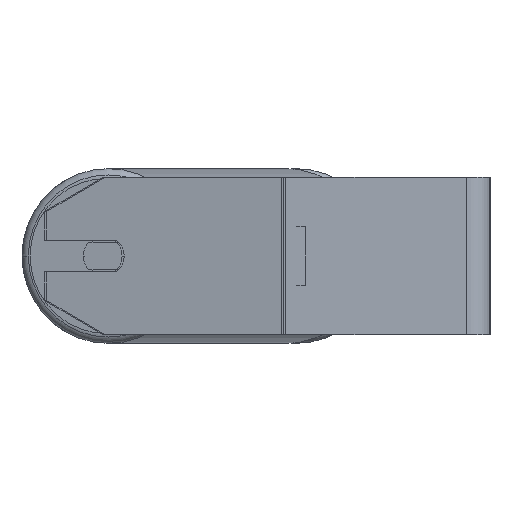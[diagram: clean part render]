
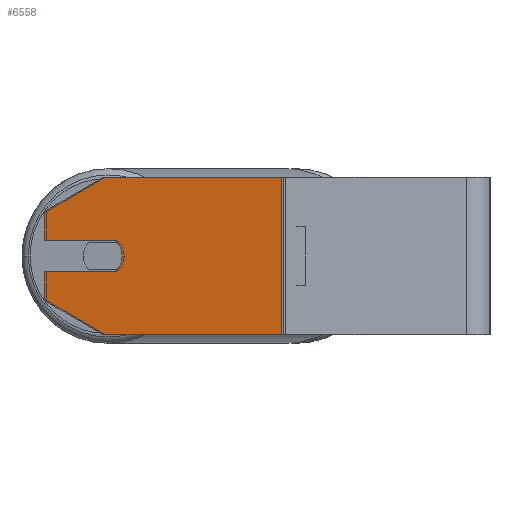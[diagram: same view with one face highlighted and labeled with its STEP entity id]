
A CAD part, left-side view. The second image highlights one B-rep face of the part: STEP entity #6558.
In plain terms, the highlighted planar face has unit normal (-0.985, 0.174, 0).
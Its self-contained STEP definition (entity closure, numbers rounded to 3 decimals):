
#12 = EDGE_CURVE ( 'NONE', #5029, #2535, #6876, .T. ) ;
#74 = PLANE ( 'NONE',  #6478 ) ;
#105 = CARTESIAN_POINT ( 'NONE',  ( -834.79, 191.369, 8. ) ) ;
#137 = VECTOR ( 'NONE', #4708, 1000. ) ;
#139 = ORIENTED_EDGE ( 'NONE', *, *, #5989, .T. ) ;
#280 = EDGE_CURVE ( 'NONE', #6720, #2125, #1157, .T. ) ;
#303 = CARTESIAN_POINT ( 'NONE',  ( -833.748, 197.277, 40. ) ) ;
#470 = CARTESIAN_POINT ( 'NONE',  ( -828.538, 226.822, -40. ) ) ;
#525 = VECTOR ( 'NONE', #7682, 1000. ) ;
#575 = VECTOR ( 'NONE', #2205, 1000. ) ;
#874 = CARTESIAN_POINT ( 'NONE',  ( -849.818, 106.14, -40. ) ) ;
#934 = VECTOR ( 'NONE', #8682, 1000. ) ;
#1005 = DIRECTION ( 'NONE',  ( -0.174, -0.985, 0. ) ) ;
#1157 = LINE ( 'NONE', #3894, #934 ) ;
#1478 = CARTESIAN_POINT ( 'NONE',  ( -849.818, 106.14, 40. ) ) ;
#1532 = ORIENTED_EDGE ( 'NONE', *, *, #4302, .F. ) ;
#1592 = LINE ( 'NONE', #3580, #575 ) ;
#1647 = LINE ( 'NONE', #6315, #1668 ) ;
#1668 = VECTOR ( 'NONE', #6937, 1000. ) ;
#1721 = ORIENTED_EDGE ( 'NONE', *, *, #5454, .F. ) ;
#1895 = DIRECTION ( 'NONE',  ( -0.985, 0.174, 0. ) ) ;
#1988 = LINE ( 'NONE', #3880, #137 ) ;
#1999 = EDGE_CURVE ( 'NONE', #6250, #8403, #1647, .T. ) ;
#2057 = DIRECTION ( 'NONE',  ( 0.174, 0.985, 0. ) ) ;
#2125 = VERTEX_POINT ( 'NONE', #6577 ) ;
#2205 = DIRECTION ( 'NONE',  ( -0.15, -0.853, -0.5 ) ) ;
#2226 = VERTEX_POINT ( 'NONE', #8734 ) ;
#2272 = LINE ( 'NONE', #3017, #525 ) ;
#2319 = ORIENTED_EDGE ( 'NONE', *, *, #1999, .F. ) ;
#2374 = CIRCLE ( 'NONE', #3942, 10. ) ;
#2474 = EDGE_CURVE ( 'NONE', #6720, #4702, #2521, .T. ) ;
#2479 = VECTOR ( 'NONE', #7458, 1000. ) ;
#2521 = LINE ( 'NONE', #3141, #3367 ) ;
#2535 = VERTEX_POINT ( 'NONE', #6477 ) ;
#2639 = CARTESIAN_POINT ( 'NONE',  ( -833.748, 197.277, 0. ) ) ;
#2703 = EDGE_LOOP ( 'NONE', ( #1532, #2319, #139, #3736, #3695, #1721, #3299, #8556, #5684, #6638, #7941 ) ) ;
#2853 = LINE ( 'NONE', #6191, #3757 ) ;
#2903 = VERTEX_POINT ( 'NONE', #7833 ) ;
#2910 = CARTESIAN_POINT ( 'NONE',  ( -834.79, 191.369, 8. ) ) ;
#2999 = EDGE_CURVE ( 'NONE', #2125, #2535, #1988, .T. ) ;
#3017 = CARTESIAN_POINT ( 'NONE',  ( -828.538, 226.822, 40. ) ) ;
#3087 = VERTEX_POINT ( 'NONE', #874 ) ;
#3101 = VECTOR ( 'NONE', #3197, 1000. ) ;
#3141 = CARTESIAN_POINT ( 'NONE',  ( -828.538, 226.822, 40. ) ) ;
#3197 = DIRECTION ( 'NONE',  ( -0.174, -0.985, 0. ) ) ;
#3251 = EDGE_CURVE ( 'NONE', #5394, #5029, #7920, .T. ) ;
#3299 = ORIENTED_EDGE ( 'NONE', *, *, #2474, .F. ) ;
#3367 = VECTOR ( 'NONE', #5241, 1000. ) ;
#3580 = CARTESIAN_POINT ( 'NONE',  ( -833.748, 197.277, -40. ) ) ;
#3695 = ORIENTED_EDGE ( 'NONE', *, *, #4990, .T. ) ;
#3736 = ORIENTED_EDGE ( 'NONE', *, *, #5041, .T. ) ;
#3757 = VECTOR ( 'NONE', #8132, 1000. ) ;
#3880 = CARTESIAN_POINT ( 'NONE',  ( -828.538, 226.822, 40. ) ) ;
#3894 = CARTESIAN_POINT ( 'NONE',  ( -828.538, 226.822, 22.679 ) ) ;
#3942 = AXIS2_PLACEMENT_3D ( 'NONE', #2639, #1895, #5983 ) ;
#4302 = EDGE_CURVE ( 'NONE', #8403, #5394, #2374, .T. ) ;
#4702 = VERTEX_POINT ( 'NONE', #1478 ) ;
#4708 = DIRECTION ( 'NONE',  ( 0., 0., -1. ) ) ;
#4990 = EDGE_CURVE ( 'NONE', #2226, #3087, #6540, .T. ) ;
#5029 = VERTEX_POINT ( 'NONE', #2910 ) ;
#5041 = EDGE_CURVE ( 'NONE', #2903, #2226, #1592, .T. ) ;
#5241 = DIRECTION ( 'NONE',  ( -0.174, -0.985, 0. ) ) ;
#5323 = CARTESIAN_POINT ( 'NONE',  ( -828.538, 226.822, -8. ) ) ;
#5394 = VERTEX_POINT ( 'NONE', #7434 ) ;
#5454 = EDGE_CURVE ( 'NONE', #4702, #3087, #2853, .T. ) ;
#5684 = ORIENTED_EDGE ( 'NONE', *, *, #2999, .T. ) ;
#5912 = CARTESIAN_POINT ( 'NONE',  ( -833.748, 197.277, 0. ) ) ;
#5983 = DIRECTION ( 'NONE',  ( -0.174, -0.985, 0. ) ) ;
#5989 = EDGE_CURVE ( 'NONE', #6250, #2903, #2272, .T. ) ;
#6147 = FACE_OUTER_BOUND ( 'NONE', #2703, .T. ) ;
#6191 = CARTESIAN_POINT ( 'NONE',  ( -849.818, 106.14, 40. ) ) ;
#6250 = VERTEX_POINT ( 'NONE', #5323 ) ;
#6315 = CARTESIAN_POINT ( 'NONE',  ( -834.79, 191.369, -8. ) ) ;
#6345 = AXIS2_PLACEMENT_3D ( 'NONE', #5912, #7277, #1005 ) ;
#6477 = CARTESIAN_POINT ( 'NONE',  ( -828.538, 226.822, 8. ) ) ;
#6478 = AXIS2_PLACEMENT_3D ( 'NONE', #7602, #8256, #2057 ) ;
#6540 = LINE ( 'NONE', #470, #3101 ) ;
#6558 = ADVANCED_FACE ( 'NONE', ( #6147 ), #74, .F. ) ;
#6577 = CARTESIAN_POINT ( 'NONE',  ( -828.538, 226.822, 22.679 ) ) ;
#6638 = ORIENTED_EDGE ( 'NONE', *, *, #12, .F. ) ;
#6720 = VERTEX_POINT ( 'NONE', #303 ) ;
#6876 = LINE ( 'NONE', #105, #2479 ) ;
#6937 = DIRECTION ( 'NONE',  ( -0.174, -0.985, 0. ) ) ;
#7273 = CARTESIAN_POINT ( 'NONE',  ( -834.79, 191.369, -8. ) ) ;
#7277 = DIRECTION ( 'NONE',  ( -0.985, 0.174, 0. ) ) ;
#7434 = CARTESIAN_POINT ( 'NONE',  ( -835.484, 187.429, 0. ) ) ;
#7458 = DIRECTION ( 'NONE',  ( 0.174, 0.985, 0. ) ) ;
#7602 = CARTESIAN_POINT ( 'NONE',  ( -828.538, 226.822, 40. ) ) ;
#7682 = DIRECTION ( 'NONE',  ( 0., 0., -1. ) ) ;
#7833 = CARTESIAN_POINT ( 'NONE',  ( -828.538, 226.822, -22.679 ) ) ;
#7920 = CIRCLE ( 'NONE', #6345, 10. ) ;
#7941 = ORIENTED_EDGE ( 'NONE', *, *, #3251, .F. ) ;
#8132 = DIRECTION ( 'NONE',  ( 0., 0., -1. ) ) ;
#8256 = DIRECTION ( 'NONE',  ( 0.985, -0.174, 0. ) ) ;
#8403 = VERTEX_POINT ( 'NONE', #7273 ) ;
#8556 = ORIENTED_EDGE ( 'NONE', *, *, #280, .T. ) ;
#8682 = DIRECTION ( 'NONE',  ( 0.15, 0.853, -0.5 ) ) ;
#8734 = CARTESIAN_POINT ( 'NONE',  ( -833.748, 197.277, -40. ) ) ;
